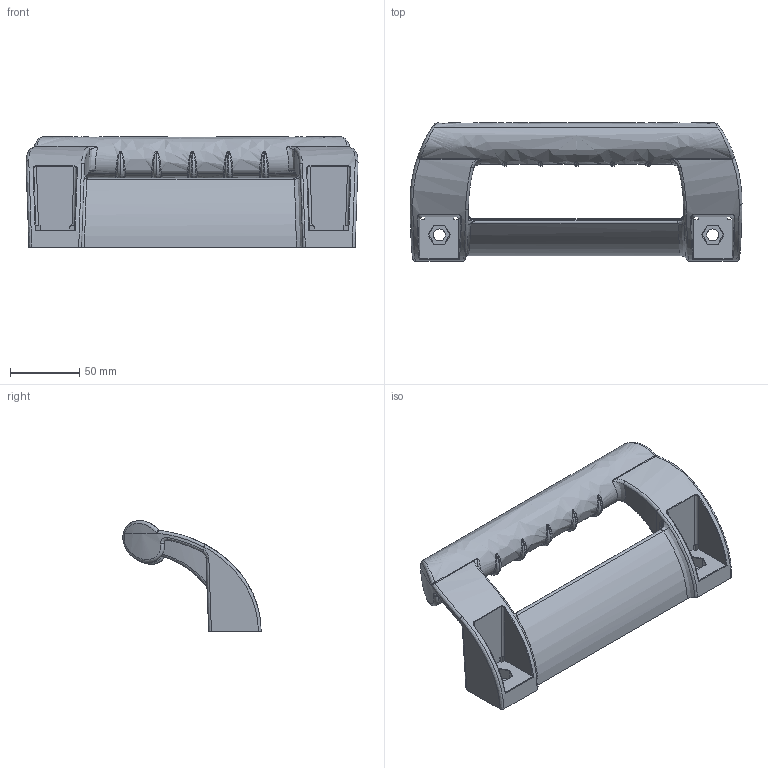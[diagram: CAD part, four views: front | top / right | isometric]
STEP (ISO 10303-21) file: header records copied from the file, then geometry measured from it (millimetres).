
FILE_DESCRIPTION (( 'STEP AP214' ), '1' );
FILE_NAME ('092008.STEP', '2014-08-14T13:37:36', ( '' ), ( '' ), 'SwSTEP 2.0', 'SolidWorks 2014', '' );
FILE_SCHEMA (( 'AUTOMOTIVE_DESIGN' ));
Length unit declared in the file: millimetre
Products named in the file (1): 092008
Bounding box: 240.26 x 100.07 x 80.07 mm (x, y, z)
Volume: 286509.3 mm3; surface area: 76358.9 mm2
Topology: 1 solids, 1 shells, 295 faces, 791 edges, 492 vertices
Faces by surface type: bspline 132, plane 88, cylinder 45, cone 28, sphere 2
Entity records: 18337 total; most frequent: CARTESIAN_POINT 12044, ORIENTED_EDGE 1574, DIRECTION 945, EDGE_CURVE 787, VERTEX_POINT 492, VECTOR 339, LINE 339, EDGE_LOOP 307
